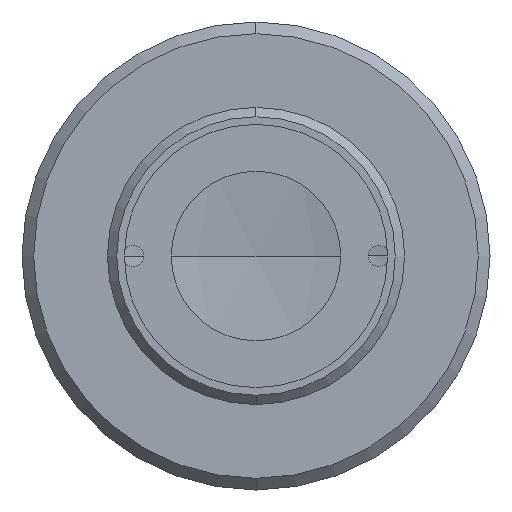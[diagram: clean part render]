
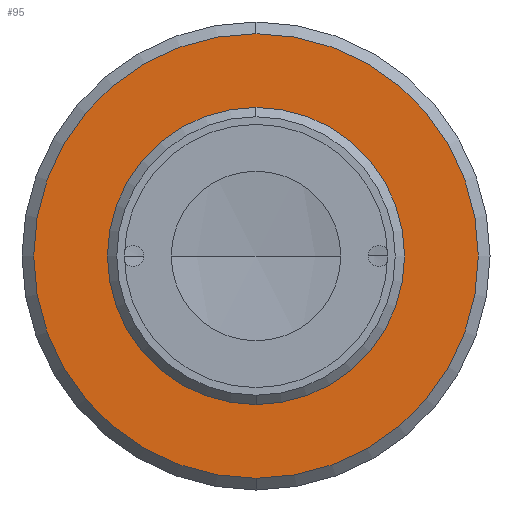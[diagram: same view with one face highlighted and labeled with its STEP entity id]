
A CAD part, left-side view. The second image highlights one B-rep face of the part: STEP entity #95.
In plain terms, the highlighted planar face has unit normal (-1, 0, 0).
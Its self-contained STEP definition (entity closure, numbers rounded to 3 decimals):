
#45 = EDGE_CURVE ( 'NONE', #55, #52, #616, .T. ) ;
#52 = VERTEX_POINT ( 'NONE', #645 ) ;
#55 = VERTEX_POINT ( 'NONE', #640 ) ;
#64 = EDGE_CURVE ( 'NONE', #52, #55, #631, .T. ) ;
#75 = ORIENTED_EDGE ( 'NONE', *, *, #64, .T. ) ;
#76 = ORIENTED_EDGE ( 'NONE', *, *, #77, .T. ) ;
#77 = EDGE_CURVE ( 'NONE', #725, #97, #705, .T. ) ;
#80 = ORIENTED_EDGE ( 'NONE', *, *, #262, .T. ) ;
#92 = EDGE_LOOP ( 'NONE', ( #80, #76 ) ) ;
#95 = ADVANCED_FACE ( 'NONE', ( #738, #754 ), #810, .T. ) ;
#97 = VERTEX_POINT ( 'NONE', #796 ) ;
#191 = ORIENTED_EDGE ( 'NONE', *, *, #45, .T. ) ;
#262 = EDGE_CURVE ( 'NONE', #97, #725, #1221, .T. ) ;
#616 = CIRCLE ( 'NONE', #651, 19. ) ;
#631 = CIRCLE ( 'NONE', #677, 19. ) ;
#640 = CARTESIAN_POINT ( 'NONE',  ( 17.52, 0., 19. ) ) ;
#641 = DIRECTION ( 'NONE',  ( 0., 0., 1. ) ) ;
#642 = DIRECTION ( 'NONE',  ( -1., 0., 0. ) ) ;
#643 = CARTESIAN_POINT ( 'NONE',  ( 17.52, 0., 0. ) ) ;
#645 = CARTESIAN_POINT ( 'NONE',  ( 17.52, 0., -19. ) ) ;
#651 = AXIS2_PLACEMENT_3D ( 'NONE', #643, #642, #641 ) ;
#669 = DIRECTION ( 'NONE',  ( 0., 0., 1. ) ) ;
#670 = DIRECTION ( 'NONE',  ( -1., 0., 0. ) ) ;
#677 = AXIS2_PLACEMENT_3D ( 'NONE', #684, #670, #669 ) ;
#684 = CARTESIAN_POINT ( 'NONE',  ( 17.52, 0., 0. ) ) ;
#694 = DIRECTION ( 'NONE',  ( 0., 0., -1. ) ) ;
#695 = DIRECTION ( 'NONE',  ( 1., 0., 0. ) ) ;
#696 = CARTESIAN_POINT ( 'NONE',  ( 17.52, 0., 0. ) ) ;
#699 = AXIS2_PLACEMENT_3D ( 'NONE', #696, #695, #694 ) ;
#705 = CIRCLE ( 'NONE', #699, 12. ) ;
#725 = VERTEX_POINT ( 'NONE', #1892 ) ;
#738 = FACE_OUTER_BOUND ( 'NONE', #1237, .T. ) ;
#754 = FACE_BOUND ( 'NONE', #92, .T. ) ;
#758 = AXIS2_PLACEMENT_3D ( 'NONE', #794, #793, #792 ) ;
#792 = DIRECTION ( 'NONE',  ( 0., 0., 1. ) ) ;
#793 = DIRECTION ( 'NONE',  ( -1., 0., 0. ) ) ;
#794 = CARTESIAN_POINT ( 'NONE',  ( 17.52, 12., 0. ) ) ;
#796 = CARTESIAN_POINT ( 'NONE',  ( 17.52, 0., -12. ) ) ;
#810 = PLANE ( 'NONE',  #758 ) ;
#1208 = CARTESIAN_POINT ( 'NONE',  ( 17.52, 0., 0. ) ) ;
#1221 = CIRCLE ( 'NONE', #1264, 12. ) ;
#1237 = EDGE_LOOP ( 'NONE', ( #75, #191 ) ) ;
#1262 = DIRECTION ( 'NONE',  ( 0., 0., -1. ) ) ;
#1263 = DIRECTION ( 'NONE',  ( 1., 0., 0. ) ) ;
#1264 = AXIS2_PLACEMENT_3D ( 'NONE', #1208, #1263, #1262 ) ;
#1892 = CARTESIAN_POINT ( 'NONE',  ( 17.52, 0., 12. ) ) ;
